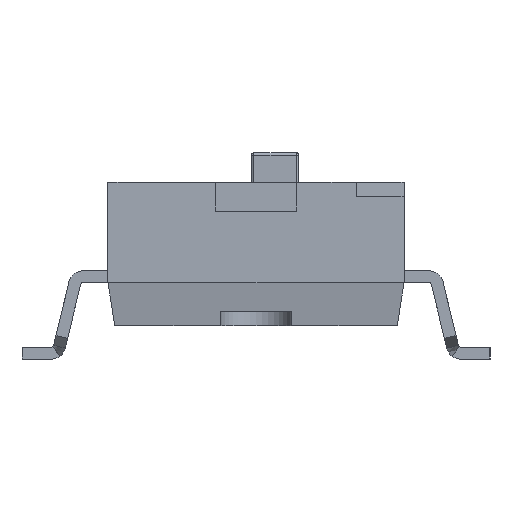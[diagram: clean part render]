
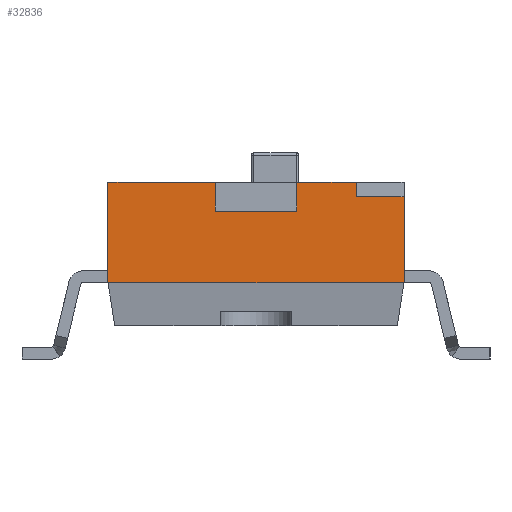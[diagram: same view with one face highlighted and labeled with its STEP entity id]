
A CAD part, left-side view. The second image highlights one B-rep face of the part: STEP entity #32836.
In plain terms, the highlighted planar face has unit normal (-1, 0, 0).
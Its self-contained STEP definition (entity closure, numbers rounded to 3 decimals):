
#1260=PLANE('',#35603);
#4013=LINE('',#53623,#7509);
#4151=LINE('',#54936,#7647);
#4183=LINE('',#55136,#7679);
#4210=LINE('',#55297,#7706);
#4221=LINE('',#55401,#7717);
#4238=LINE('',#55516,#7734);
#4249=LINE('',#55538,#7745);
#4250=LINE('',#55539,#7746);
#4252=LINE('',#55542,#7748);
#4253=LINE('',#55543,#7749);
#7509=VECTOR('',#42972,10.);
#7647=VECTOR('',#43212,10.);
#7679=VECTOR('',#43276,10.);
#7706=VECTOR('',#43335,10.);
#7717=VECTOR('',#43358,10.);
#7734=VECTOR('',#43397,10.);
#7745=VECTOR('',#43424,10.);
#7746=VECTOR('',#43425,10.);
#7748=VECTOR('',#43429,10.);
#7749=VECTOR('',#43430,10.);
#10504=FACE_OUTER_BOUND('',#12393,.T.);
#12393=EDGE_LOOP('',(#29249,#29250,#29251,#29252,#29253,#29254,#29255,#29256,
#29257,#29258));
#16098=VERTEX_POINT('',#53617);
#16100=VERTEX_POINT('',#53621);
#16209=VERTEX_POINT('',#54934);
#16231=VERTEX_POINT('',#55133);
#16232=VERTEX_POINT('',#55135);
#16243=VERTEX_POINT('',#55296);
#16248=VERTEX_POINT('',#55399);
#16249=VERTEX_POINT('',#55400);
#16255=VERTEX_POINT('',#55514);
#16258=VERTEX_POINT('',#55536);
#20431=EDGE_CURVE('',#16100,#16098,#4013,.T.);
#20596=EDGE_CURVE('',#16209,#16100,#4151,.T.);
#20633=EDGE_CURVE('',#16232,#16231,#4183,.T.);
#20663=EDGE_CURVE('',#16098,#16243,#4210,.T.);
#20676=EDGE_CURVE('',#16248,#16249,#4221,.T.);
#20694=EDGE_CURVE('',#16255,#16248,#4238,.T.);
#20705=EDGE_CURVE('',#16258,#16209,#4249,.T.);
#20706=EDGE_CURVE('',#16255,#16243,#4250,.T.);
#20708=EDGE_CURVE('',#16258,#16232,#4252,.T.);
#20709=EDGE_CURVE('',#16231,#16249,#4253,.T.);
#29249=ORIENTED_EDGE('',*,*,#20706,.T.);
#29250=ORIENTED_EDGE('',*,*,#20663,.F.);
#29251=ORIENTED_EDGE('',*,*,#20431,.F.);
#29252=ORIENTED_EDGE('',*,*,#20596,.F.);
#29253=ORIENTED_EDGE('',*,*,#20705,.F.);
#29254=ORIENTED_EDGE('',*,*,#20708,.T.);
#29255=ORIENTED_EDGE('',*,*,#20633,.T.);
#29256=ORIENTED_EDGE('',*,*,#20709,.T.);
#29257=ORIENTED_EDGE('',*,*,#20676,.F.);
#29258=ORIENTED_EDGE('',*,*,#20694,.F.);
#32836=ADVANCED_FACE('',(#10504),#1260,.T.);
#35603=AXIS2_PLACEMENT_3D('',#55541,#43427,#43428);
#42972=DIRECTION('',(0.,-1.,0.));
#43212=DIRECTION('',(0.,0.,-1.));
#43276=DIRECTION('',(0.,-1.,0.));
#43335=DIRECTION('',(0.,0.,1.));
#43358=DIRECTION('',(0.,-1.,0.));
#43397=DIRECTION('',(0.,0.,-1.));
#43424=DIRECTION('',(0.,-1.,0.));
#43425=DIRECTION('',(0.,1.,0.));
#43427=DIRECTION('center_axis',(-1.,0.,0.));
#43428=DIRECTION('ref_axis',(0.,1.,0.));
#43429=DIRECTION('',(0.,0.,-1.));
#43430=DIRECTION('',(0.,0.,1.));
#53617=CARTESIAN_POINT('',(-13.17,-0.85,3.135));
#53621=CARTESIAN_POINT('',(-13.17,0.85,3.135));
#53623=CARTESIAN_POINT('',(-13.17,3.1,3.135));
#54934=CARTESIAN_POINT('',(-13.17,0.85,3.735));
#54936=CARTESIAN_POINT('',(-13.17,0.85,3.735));
#55133=CARTESIAN_POINT('',(-13.17,-3.1,1.635));
#55135=CARTESIAN_POINT('',(-13.17,3.1,1.635));
#55136=CARTESIAN_POINT('',(-13.17,3.1,1.635));
#55296=CARTESIAN_POINT('',(-13.17,-0.85,3.735));
#55297=CARTESIAN_POINT('',(-13.17,-0.85,3.135));
#55399=CARTESIAN_POINT('',(-13.17,-2.1,3.435));
#55400=CARTESIAN_POINT('',(-13.17,-3.1,3.435));
#55401=CARTESIAN_POINT('',(-13.17,-2.1,3.435));
#55514=CARTESIAN_POINT('',(-13.17,-2.1,3.735));
#55516=CARTESIAN_POINT('',(-13.17,-2.1,3.735));
#55536=CARTESIAN_POINT('',(-13.17,3.1,3.735));
#55538=CARTESIAN_POINT('',(-13.17,3.1,3.735));
#55539=CARTESIAN_POINT('',(-13.17,-2.1,3.735));
#55541=CARTESIAN_POINT('Origin',(-13.17,-3.337,4.407));
#55542=CARTESIAN_POINT('',(-13.17,3.1,3.735));
#55543=CARTESIAN_POINT('',(-13.17,-3.1,3.135));
